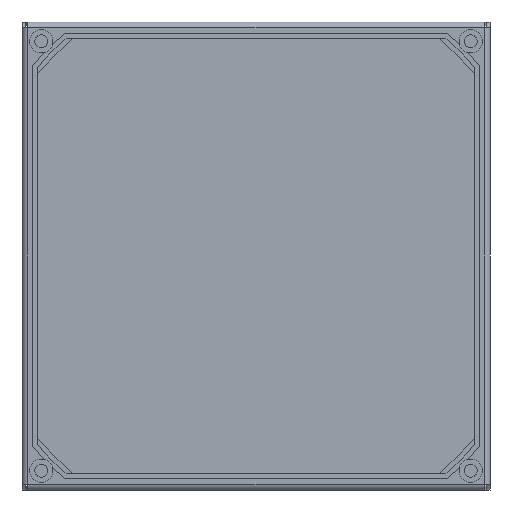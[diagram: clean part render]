
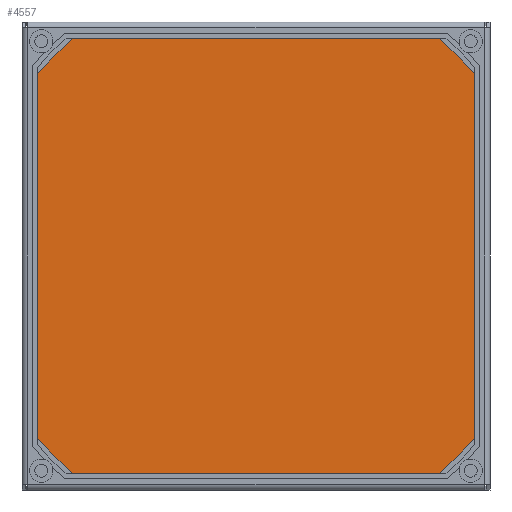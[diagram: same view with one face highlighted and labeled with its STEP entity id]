
A CAD part, front view. The second image highlights one B-rep face of the part: STEP entity #4557.
In plain terms, the highlighted planar face has unit normal (0, -1, 0).
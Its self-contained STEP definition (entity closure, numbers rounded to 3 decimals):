
#4018=DIRECTION('',(-1.,0.,0.));
#4019=VECTOR('',#4018,231.);
#4020=CARTESIAN_POINT('',(115.5,0.,115.5));
#4021=LINE('',#4020,#4019);
#4094=DIRECTION('',(1.,0.,0.));
#4095=VECTOR('',#4094,231.);
#4096=CARTESIAN_POINT('',(-115.5,0.,-115.5));
#4097=LINE('',#4096,#4095);
#4134=DIRECTION('',(0.,0.,1.));
#4135=VECTOR('',#4134,231.);
#4136=CARTESIAN_POINT('',(115.5,0.,-115.5));
#4137=LINE('',#4136,#4135);
#4314=DIRECTION('',(0.,0.,-1.));
#4315=VECTOR('',#4314,231.);
#4316=CARTESIAN_POINT('',(-115.5,0.,115.5));
#4317=LINE('',#4316,#4315);
#4430=CARTESIAN_POINT('',(115.5,0.,115.5));
#4431=CARTESIAN_POINT('',(-115.5,0.,115.5));
#4432=VERTEX_POINT('',#4430);
#4433=VERTEX_POINT('',#4431);
#4434=CARTESIAN_POINT('',(115.5,0.,-115.5));
#4435=VERTEX_POINT('',#4434);
#4436=CARTESIAN_POINT('',(-115.5,0.,-115.5));
#4437=VERTEX_POINT('',#4436);
#4542=CARTESIAN_POINT('',(0.,0.,0.));
#4543=DIRECTION('',(0.,1.,0.));
#4544=DIRECTION('',(1.,0.,0.));
#4545=AXIS2_PLACEMENT_3D('',#4542,#4543,#4544);
#4546=PLANE('',#4545);
#4548=ORIENTED_EDGE('',*,*,#4547,.F.);
#4550=ORIENTED_EDGE('',*,*,#4549,.F.);
#4552=ORIENTED_EDGE('',*,*,#4551,.F.);
#4554=ORIENTED_EDGE('',*,*,#4553,.F.);
#4555=EDGE_LOOP('',(#4548,#4550,#4552,#4554));
#4556=FACE_OUTER_BOUND('',#4555,.F.);
#4547=EDGE_CURVE('',#4432,#4433,#4021,.T.);
#4549=EDGE_CURVE('',#4435,#4432,#4137,.T.);
#4551=EDGE_CURVE('',#4437,#4435,#4097,.T.);
#4553=EDGE_CURVE('',#4433,#4437,#4317,.T.);
#4557=ADVANCED_FACE('',(#4556),#4546,.F.);
